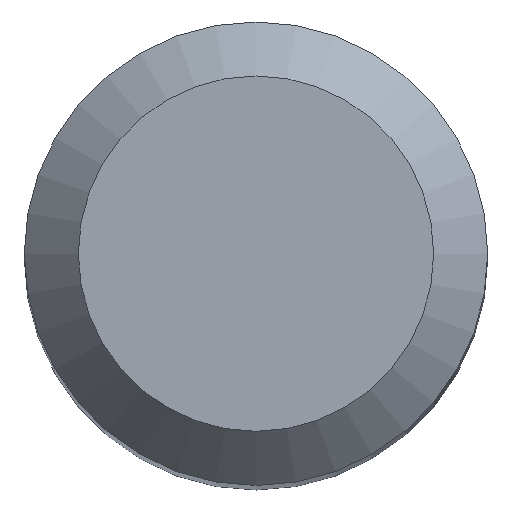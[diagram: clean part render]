
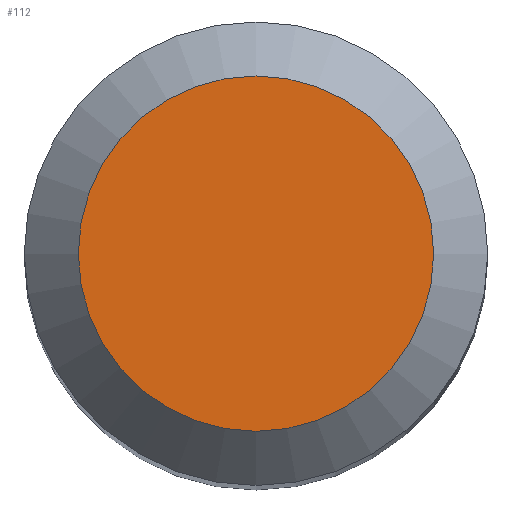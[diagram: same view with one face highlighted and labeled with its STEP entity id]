
A CAD part, top view. The second image highlights one B-rep face of the part: STEP entity #112.
In plain terms, the highlighted planar face has unit normal (0, 0, 1).
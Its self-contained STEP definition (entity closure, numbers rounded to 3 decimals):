
#112=ADVANCED_FACE('',(#120),#116,.T.);
#116=PLANE('',#313);
#120=FACE_OUTER_BOUND('',#140,.T.);
#140=EDGE_LOOP('',(#160));
#160=ORIENTED_EDGE('',*,*,#180,.F.);
#170=VERTEX_POINT('',#457);
#180=EDGE_CURVE('',#170,#170,#194,.T.);
#194=CIRCLE('',#311,2.3);
#311=AXIS2_PLACEMENT_3D('',#456,#374,#375);
#313=AXIS2_PLACEMENT_3D('',#459,#378,#379);
#374=DIRECTION('',(0.,0.,-1.));
#375=DIRECTION('',(0.,1.,0.));
#378=DIRECTION('',(0.,0.,1.));
#379=DIRECTION('',(0.,-1.,0.));
#456=CARTESIAN_POINT('',(0.,0.,0.));
#457=CARTESIAN_POINT('',(0.,2.3,0.));
#459=CARTESIAN_POINT('',(0.,0.,0.));
